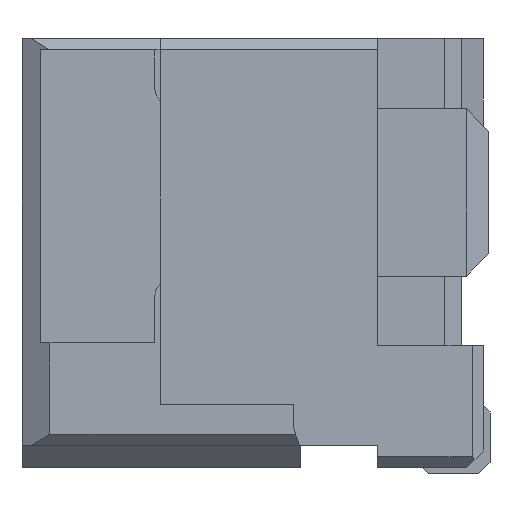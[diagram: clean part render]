
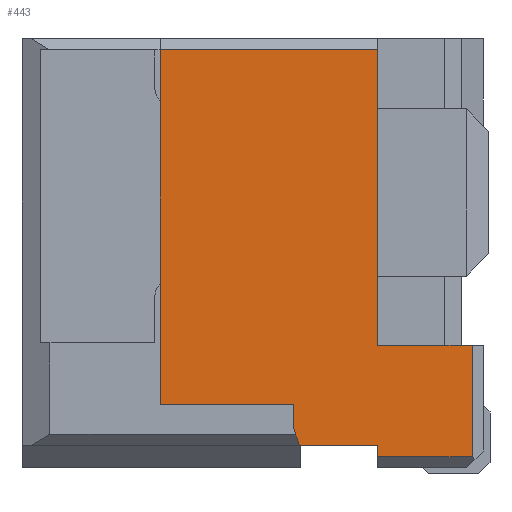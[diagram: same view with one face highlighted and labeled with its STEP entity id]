
A CAD part, left-side view. The second image highlights one B-rep face of the part: STEP entity #443.
In plain terms, the highlighted planar face has unit normal (-1, 0, 0).
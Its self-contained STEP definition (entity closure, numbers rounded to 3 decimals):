
#443 = ADVANCED_FACE( '', ( #1081 ), #1082, .T. );
#1081 = FACE_OUTER_BOUND( '', #1732, .T. );
#1082 = PLANE( '', #1733 );
#1732 = EDGE_LOOP( '', ( #4453, #4454, #4455, #4456, #4457, #4458, #4459, #4460, #4461, #4462, #4463 ) );
#1733 = AXIS2_PLACEMENT_3D( '', #4464, #4465, #4466 );
#4453 = ORIENTED_EDGE( '', *, *, #5469, .T. );
#4454 = ORIENTED_EDGE( '', *, *, #4910, .F. );
#4455 = ORIENTED_EDGE( '', *, *, #5451, .T. );
#4456 = ORIENTED_EDGE( '', *, *, #5128, .T. );
#4457 = ORIENTED_EDGE( '', *, *, #5477, .F. );
#4458 = ORIENTED_EDGE( '', *, *, #4961, .F. );
#4459 = ORIENTED_EDGE( '', *, *, #5423, .F. );
#4460 = ORIENTED_EDGE( '', *, *, #5240, .T. );
#4461 = ORIENTED_EDGE( '', *, *, #4756, .T. );
#4462 = ORIENTED_EDGE( '', *, *, #5448, .T. );
#4463 = ORIENTED_EDGE( '', *, *, #4610, .F. );
#4464 = CARTESIAN_POINT( '', ( -8.4, -5.555, 19.295 ) );
#4465 = DIRECTION( '', ( -1., 0., 0. ) );
#4466 = DIRECTION( '', ( 0., 0., 1. ) );
#4610 = EDGE_CURVE( '', #5563, #5565, #5566, .T. );
#4756 = EDGE_CURVE( '', #5848, #5846, #5849, .T. );
#4910 = EDGE_CURVE( '', #6129, #6131, #6132, .T. );
#4961 = EDGE_CURVE( '', #6218, #6219, #6220, .T. );
#5128 = EDGE_CURVE( '', #6497, #6498, #6499, .T. );
#5240 = EDGE_CURVE( '', #6672, #5848, #6673, .T. );
#5423 = EDGE_CURVE( '', #6672, #6218, #6927, .T. );
#5448 = EDGE_CURVE( '', #5846, #5565, #6957, .T. );
#5451 = EDGE_CURVE( '', #6129, #6497, #6960, .T. );
#5469 = EDGE_CURVE( '', #5563, #6131, #6979, .T. );
#5477 = EDGE_CURVE( '', #6219, #6498, #6988, .T. );
#5563 = VERTEX_POINT( '', #7129 );
#5565 = VERTEX_POINT( '', #7132 );
#5566 = LINE( '', #7133, #7134 );
#5846 = VERTEX_POINT( '', #7564 );
#5848 = VERTEX_POINT( '', #7567 );
#5849 = LINE( '', #7568, #7569 );
#6129 = VERTEX_POINT( '', #8002 );
#6131 = VERTEX_POINT( '', #8005 );
#6132 = LINE( '', #8006, #8007 );
#6218 = VERTEX_POINT( '', #8143 );
#6219 = VERTEX_POINT( '', #8144 );
#6220 = LINE( '', #8145, #8146 );
#6497 = VERTEX_POINT( '', #8587 );
#6498 = VERTEX_POINT( '', #8588 );
#6499 = LINE( '', #8589, #8590 );
#6672 = VERTEX_POINT( '', #8869 );
#6673 = LINE( '', #8870, #8871 );
#6927 = LINE( '', #9296, #9297 );
#6957 = LINE( '', #9347, #9348 );
#6960 = LINE( '', #9353, #9354 );
#6979 = LINE( '', #9402, #9403 );
#6988 = LINE( '', #9418, #9419 );
#7129 = CARTESIAN_POINT( '', ( -8.4, -4.58, 17.43 ) );
#7132 = CARTESIAN_POINT( '', ( -8.4, -4.58, 20.61 ) );
#7133 = CARTESIAN_POINT( '', ( -8.4, -4.58, 17.43 ) );
#7134 = VECTOR( '', #9472, 1000. );
#7564 = CARTESIAN_POINT( '', ( -8.4, -6.53, 20.61 ) );
#7567 = CARTESIAN_POINT( '', ( -8.4, -6.53, 17.96 ) );
#7568 = CARTESIAN_POINT( '', ( -8.4, -6.53, 17.96 ) );
#7569 = VECTOR( '', #9636, 1000. );
#8002 = CARTESIAN_POINT( '', ( -8.4, -5.78, 17.21 ) );
#8005 = CARTESIAN_POINT( '', ( -8.4, -5.78, 17.43 ) );
#8006 = CARTESIAN_POINT( '', ( -8.4, -5.78, 17.21 ) );
#8007 = VECTOR( '', #9810, 1000. );
#8143 = CARTESIAN_POINT( '', ( -8.4, -7.38, 16.96 ) );
#8144 = CARTESIAN_POINT( '', ( -8.4, -6.53, 16.96 ) );
#8145 = CARTESIAN_POINT( '', ( -8.4, -7.38, 16.96 ) );
#8146 = VECTOR( '', #9861, 1000. );
#8587 = CARTESIAN_POINT( '', ( -8.4, -5.83, 17.06 ) );
#8588 = CARTESIAN_POINT( '', ( -8.4, -6.53, 17.06 ) );
#8589 = CARTESIAN_POINT( '', ( -8.4, -5.83, 17.06 ) );
#8590 = VECTOR( '', #10047, 1000. );
#8869 = CARTESIAN_POINT( '', ( -8.4, -7.38, 17.96 ) );
#8870 = CARTESIAN_POINT( '', ( -8.4, -7.38, 17.96 ) );
#8871 = VECTOR( '', #10169, 1000. );
#9296 = CARTESIAN_POINT( '', ( -8.4, -7.38, 17.96 ) );
#9297 = VECTOR( '', #10374, 1000. );
#9347 = CARTESIAN_POINT( '', ( -8.4, -6.53, 20.61 ) );
#9348 = VECTOR( '', #10407, 1000. );
#9353 = CARTESIAN_POINT( '', ( -8.4, -5.78, 17.21 ) );
#9354 = VECTOR( '', #10410, 1000. );
#9402 = CARTESIAN_POINT( '', ( -8.4, -4.58, 17.43 ) );
#9403 = VECTOR( '', #10434, 1000. );
#9418 = CARTESIAN_POINT( '', ( -8.4, -6.53, 16.96 ) );
#9419 = VECTOR( '', #10444, 1000. );
#9472 = DIRECTION( '', ( 0., 0., 1. ) );
#9636 = DIRECTION( '', ( 0., 0., 1. ) );
#9810 = DIRECTION( '', ( 0., 0., 1. ) );
#9861 = DIRECTION( '', ( 0., 1., 0. ) );
#10047 = DIRECTION( '', ( 0., -1., 0. ) );
#10169 = DIRECTION( '', ( 0., 1., 0. ) );
#10374 = DIRECTION( '', ( 0., 0., -1. ) );
#10407 = DIRECTION( '', ( 0., 1., 0. ) );
#10410 = DIRECTION( '', ( 0., -0.316, -0.949 ) );
#10434 = DIRECTION( '', ( 0., -1., 0. ) );
#10444 = DIRECTION( '', ( 0., 0., 1. ) );
